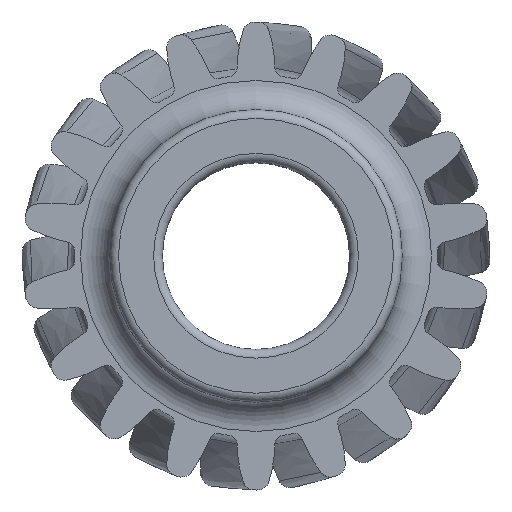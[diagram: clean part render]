
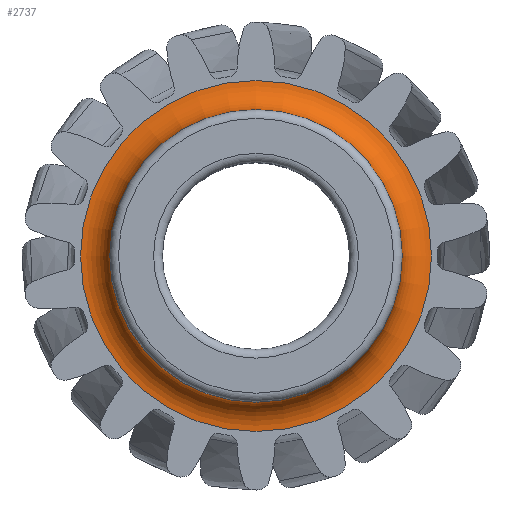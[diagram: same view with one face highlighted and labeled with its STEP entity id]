
A CAD part, top view. The second image highlights one B-rep face of the part: STEP entity #2737.
In plain terms, the highlighted toroidal (fillet/blend) face has major radius 3 mm and minor radius 0.5 mm.
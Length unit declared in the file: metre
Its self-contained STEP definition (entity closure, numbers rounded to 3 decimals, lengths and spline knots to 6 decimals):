
#13=TOROIDAL_SURFACE('',#3027,0.003,0.0005);
#1224=ORIENTED_EDGE('',*,*,#1306,.F.);
#1225=ORIENTED_EDGE('',*,*,#1438,.F.);
#1306=EDGE_CURVE('',#1750,#1750,#2014,.F.);
#1438=EDGE_CURVE('',#1864,#1864,#2110,.T.);
#1750=VERTEX_POINT('',#3861);
#1864=VERTEX_POINT('',#4218);
#2014=CIRCLE('',#2810,0.003);
#2110=CIRCLE('',#2909,0.0025);
#2366=EDGE_LOOP('',(#1224));
#2367=EDGE_LOOP('',(#1225));
#2536=FACE_BOUND('',#2366,.T.);
#2537=FACE_BOUND('',#2367,.T.);
#2737=ADVANCED_FACE('',(#2536,#2537),#13,.F.);
#2810=AXIS2_PLACEMENT_3D('',#3860,#3144,#3145);
#2909=AXIS2_PLACEMENT_3D('',#4217,#3342,#3343);
#3027=AXIS2_PLACEMENT_3D('',#6393,#3578,#3579);
#3144=DIRECTION('',(0.,0.,1.));
#3145=DIRECTION('',(1.,0.,0.));
#3342=DIRECTION('',(0.,0.,1.));
#3343=DIRECTION('',(1.,0.,0.));
#3578=DIRECTION('',(0.,0.,1.));
#3579=DIRECTION('',(1.,0.,0.));
#3860=CARTESIAN_POINT('',(-0.025,0.,0.0015));
#3861=CARTESIAN_POINT('',(-0.022,0.,0.0015));
#4217=CARTESIAN_POINT('',(-0.025,0.,0.002));
#4218=CARTESIAN_POINT('',(-0.0225,0.,0.002));
#6393=CARTESIAN_POINT('',(-0.025,0.,0.002));
